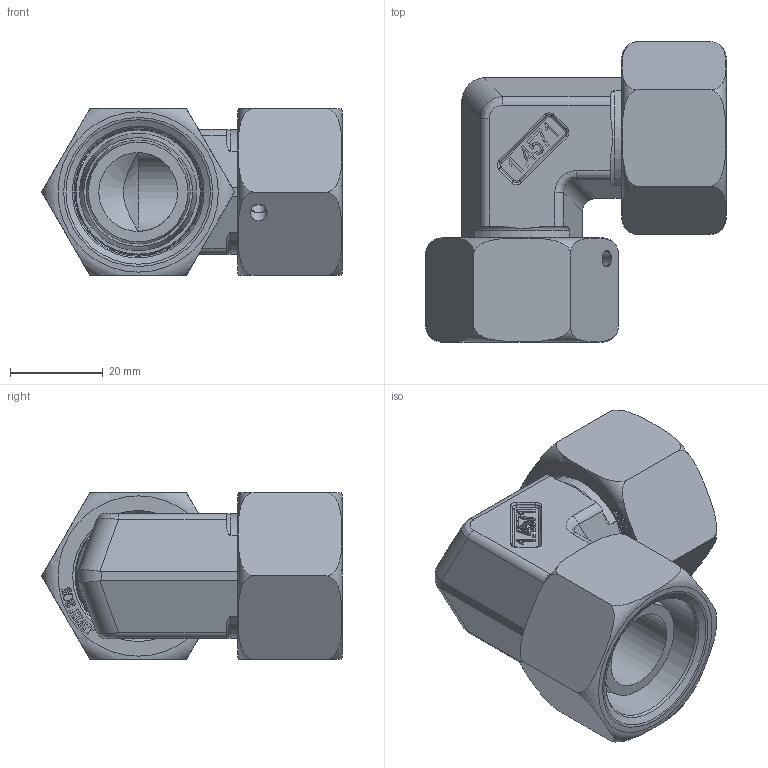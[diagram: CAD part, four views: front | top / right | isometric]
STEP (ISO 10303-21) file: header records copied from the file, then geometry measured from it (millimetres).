
FILE_DESCRIPTION(/* description */ (''),/* implementation_level */ '2;1');
FILE_NAME(/* name */ 'WKS22_TP.stp',/* time_stamp */ '2022-06-30T15:12:16+02:00',/* author */ (''),/* organization */ (''),/* preprocessor_version */ 'ST-DEVELOPER v16',/* originating_system */ 'SIEMENS PLM Software NX 10.0',/* authorisation */ '');
FILE_SCHEMA (('AP203_CONFIGURATION_CONTROLLED_3D_DESIGN_OF_MECHANICAL_PARTS_AND_ASSEMBLIES_MIM_LF { 1 0 10303 403 2 1 2}'));
Length unit declared in the file: millimetre
Products named in the file (1): jnuj183860B9a128
Bounding box: 64.78 x 64.78 x 36 mm (x, y, z)
Volume: 46176.6 mm3; surface area: 23303.2 mm2
Topology: 3 solids, 3 shells, 648 faces, 1743 edges, 1143 vertices
Faces by surface type: plane 465, cylinder 52, extrusion 45, torus 38, bspline 36, cone 12
Full cylindrical faces by diameter (mm): 3.2 x2, 17 x2, 26.8 x4, 27.245 x2, 27.8 x2
Entity records: 23505 total; most frequent: CARTESIAN_POINT 9031, ORIENTED_EDGE 3396, DIRECTION 2213, EDGE_CURVE 1698, VERTEX_POINT 1132, B_SPLINE_CURVE_WITH_KNOTS 888, AXIS2_PLACEMENT_3D 747, EDGE_LOOP 734
